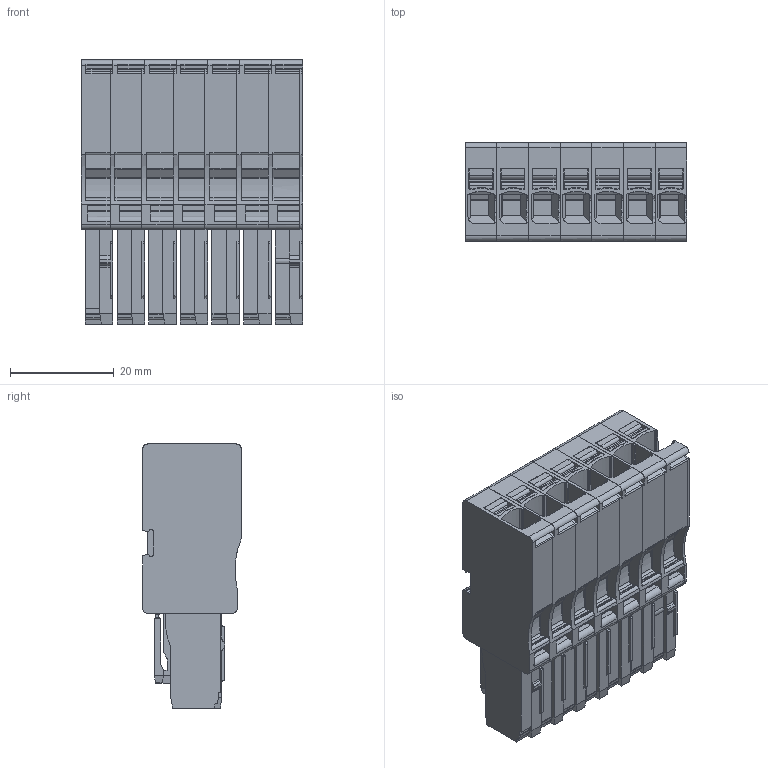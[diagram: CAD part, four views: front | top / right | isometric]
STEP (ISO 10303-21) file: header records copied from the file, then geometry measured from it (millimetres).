
FILE_DESCRIPTION(('CATIA V5R22 STEP214','CAx-IF Rec.Pracs.--- Model Styling and Organization---1.4--- 2014-01-23'),'2;1');
FILE_NAME ('414613-1_2', '2022-01-20T09:22:46+00:00', ('Weidmueller Interface'), ('Weidmueller'), 'CATIA Version 5-6 Release 2016 SP3 HF44', 'CATIA V5 STEP AP214', 'none');
FILE_SCHEMA(('AUTOMOTIVE_DESIGN { 1 0 10303 214 1 1 1 1 }'));
Products named in the file (1): 2540520000
Bounding box: 42.7 x 19 x 50.95 mm (x, y, z)
Volume: 27962.3 mm3; surface area: 22364 mm2
Topology: 15 solids, 15 shells, 2734 faces, 7948 edges, 5222 vertices
Faces by surface type: plane 1508, cylinder 1113, extrusion 50, sphere 28, revolution 21, torus 14
Entity records: 88897 total; most frequent: CARTESIAN_POINT 19179, ORIENTED_EDGE 15840, DIRECTION 12177, EDGE_CURVE 7920, VECTOR 5668, LINE 5618, VERTEX_POINT 5222, AXIS2_PLACEMENT_3D 4146
